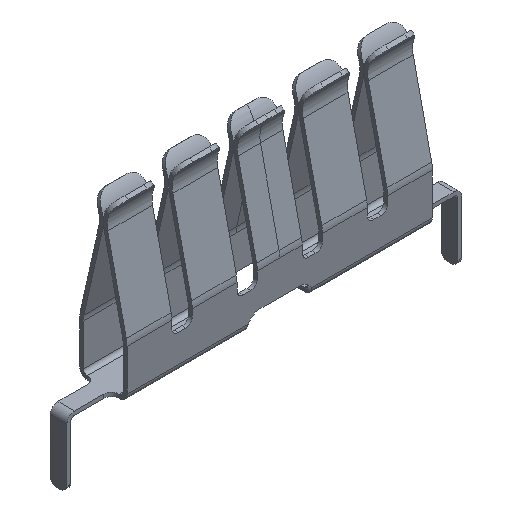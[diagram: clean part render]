
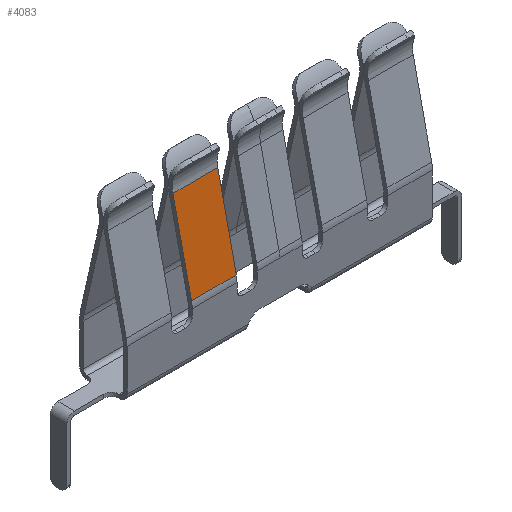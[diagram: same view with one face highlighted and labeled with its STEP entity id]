
A CAD part, isometric view. The second image highlights one B-rep face of the part: STEP entity #4083.
In plain terms, the highlighted planar face has unit normal (0, -0.976, 0.216).
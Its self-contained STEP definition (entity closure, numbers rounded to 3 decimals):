
#243=PLANE('',#4389);
#409=FACE_OUTER_BOUND('',#659,.T.);
#659=EDGE_LOOP('',(#2990,#2991,#2992,#2993));
#927=LINE('',#6127,#1311);
#953=LINE('',#6241,#1337);
#958=LINE('',#6252,#1342);
#965=LINE('',#6273,#1349);
#1311=VECTOR('',#4816,10.);
#1337=VECTOR('',#4880,10.);
#1342=VECTOR('',#4889,10.);
#1349=VECTOR('',#4912,10.);
#1786=VERTEX_POINT('',#5895);
#1799=VERTEX_POINT('',#6007);
#1810=VERTEX_POINT('',#6126);
#1829=VERTEX_POINT('',#6240);
#2210=EDGE_CURVE('',#1799,#1810,#927,.T.);
#2249=EDGE_CURVE('',#1829,#1786,#953,.T.);
#2255=EDGE_CURVE('',#1799,#1829,#958,.T.);
#2264=EDGE_CURVE('',#1786,#1810,#965,.T.);
#2990=ORIENTED_EDGE('',*,*,#2249,.T.);
#2991=ORIENTED_EDGE('',*,*,#2264,.T.);
#2992=ORIENTED_EDGE('',*,*,#2210,.F.);
#2993=ORIENTED_EDGE('',*,*,#2255,.T.);
#4083=ADVANCED_FACE('',(#409),#243,.T.);
#4389=AXIS2_PLACEMENT_3D('',#6281,#4918,#4919);
#4816=DIRECTION('',(1.,0.,0.));
#4880=DIRECTION('',(1.,0.,0.));
#4889=DIRECTION('',(0.,-0.216,-0.976));
#4912=DIRECTION('',(0.,0.216,0.976));
#4918=DIRECTION('center_axis',(0.,-0.976,
0.216));
#4919=DIRECTION('ref_axis',(-1.,0.,0.));
#5895=CARTESIAN_POINT('',(-7.627,-0.898,2.166));
#6007=CARTESIAN_POINT('',(-9.377,-0.174,5.432));
#6126=CARTESIAN_POINT('',(-7.627,-0.174,5.432));
#6127=CARTESIAN_POINT('',(-9.764,-0.174,5.432));
#6240=CARTESIAN_POINT('',(-9.377,-0.898,2.166));
#6241=CARTESIAN_POINT('',(-9.764,-0.898,2.166));
#6252=CARTESIAN_POINT('',(-9.377,-0.047,6.006));
#6273=CARTESIAN_POINT('',(-7.627,-1.064,1.417));
#6281=CARTESIAN_POINT('Origin',(-5.111,-1.561,-0.827));
